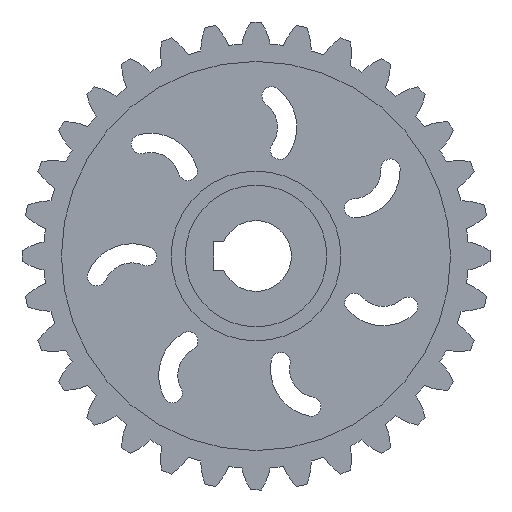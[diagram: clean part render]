
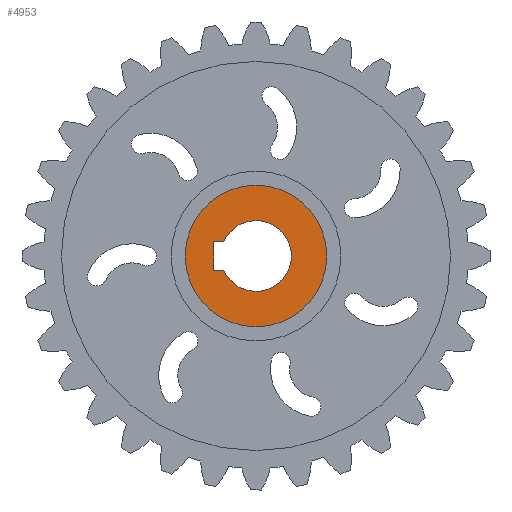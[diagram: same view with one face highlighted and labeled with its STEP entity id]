
A CAD part, left-side view. The second image highlights one B-rep face of the part: STEP entity #4953.
In plain terms, the highlighted planar face has unit normal (-1, 0, 0).
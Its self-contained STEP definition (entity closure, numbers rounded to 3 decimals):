
#197 = CARTESIAN_POINT ( 'NONE',  ( -18., 0., 10. ) ) ;
#215 = ORIENTED_EDGE ( 'NONE', *, *, #2236, .F. ) ;
#260 = CARTESIAN_POINT ( 'NONE',  ( -18., 12., -4. ) ) ;
#574 = CARTESIAN_POINT ( 'NONE',  ( -18., 0., 0. ) ) ;
#700 = DIRECTION ( 'NONE',  ( 0., 0., 1. ) ) ;
#881 = CARTESIAN_POINT ( 'NONE',  ( -18., 0., 0. ) ) ;
#939 = VERTEX_POINT ( 'NONE', #4403 ) ;
#967 = VECTOR ( 'NONE', #700, 1000. ) ;
#984 = CIRCLE ( 'NONE', #2530, 20. ) ;
#1026 = DIRECTION ( 'NONE',  ( 0., 0., -1. ) ) ;
#1113 = EDGE_CURVE ( 'NONE', #5074, #2036, #5258, .T. ) ;
#1116 = ORIENTED_EDGE ( 'NONE', *, *, #3889, .T. ) ;
#1128 = EDGE_LOOP ( 'NONE', ( #215, #3087 ) ) ;
#1248 = CARTESIAN_POINT ( 'NONE',  ( -18., 0., -20. ) ) ;
#1376 = VERTEX_POINT ( 'NONE', #5561 ) ;
#1658 = EDGE_CURVE ( 'NONE', #1376, #5074, #4815, .T. ) ;
#1742 = LINE ( 'NONE', #5634, #967 ) ;
#1876 = ORIENTED_EDGE ( 'NONE', *, *, #3128, .T. ) ;
#2014 = CARTESIAN_POINT ( 'NONE',  ( -18., 0., 20. ) ) ;
#2036 = VERTEX_POINT ( 'NONE', #197 ) ;
#2188 = VECTOR ( 'NONE', #6150, 1000. ) ;
#2236 = EDGE_CURVE ( 'NONE', #3597, #2795, #2312, .T. ) ;
#2301 = AXIS2_PLACEMENT_3D ( 'NONE', #881, #4406, #2602 ) ;
#2312 = CIRCLE ( 'NONE', #4057, 20. ) ;
#2421 = FACE_BOUND ( 'NONE', #4770, .T. ) ;
#2464 = EDGE_CURVE ( 'NONE', #4413, #1376, #1742, .T. ) ;
#2517 = CARTESIAN_POINT ( 'NONE',  ( -18., 0., 0. ) ) ;
#2530 = AXIS2_PLACEMENT_3D ( 'NONE', #3255, #5711, #5232 ) ;
#2559 = AXIS2_PLACEMENT_3D ( 'NONE', #574, #3615, #1026 ) ;
#2564 = CARTESIAN_POINT ( 'NONE',  ( -18., 0., 0. ) ) ;
#2602 = DIRECTION ( 'NONE',  ( 0., 0., -1. ) ) ;
#2678 = ORIENTED_EDGE ( 'NONE', *, *, #1658, .T. ) ;
#2795 = VERTEX_POINT ( 'NONE', #1248 ) ;
#2900 = PLANE ( 'NONE',  #6334 ) ;
#2999 = DIRECTION ( 'NONE',  ( 1., 0., 0. ) ) ;
#3029 = CARTESIAN_POINT ( 'NONE',  ( -18., 9.165, 4. ) ) ;
#3086 = DIRECTION ( 'NONE',  ( 0., 0., -1. ) ) ;
#3087 = ORIENTED_EDGE ( 'NONE', *, *, #3224, .F. ) ;
#3103 = CARTESIAN_POINT ( 'NONE',  ( -18., 9.165, -4. ) ) ;
#3128 = EDGE_CURVE ( 'NONE', #939, #4590, #5535, .T. ) ;
#3224 = EDGE_CURVE ( 'NONE', #2795, #3597, #984, .T. ) ;
#3255 = CARTESIAN_POINT ( 'NONE',  ( -18., 0., 0. ) ) ;
#3494 = VECTOR ( 'NONE', #6295, 1000. ) ;
#3597 = VERTEX_POINT ( 'NONE', #2014 ) ;
#3615 = DIRECTION ( 'NONE',  ( 1., 0., 0. ) ) ;
#3657 = LINE ( 'NONE', #260, #2188 ) ;
#3848 = CARTESIAN_POINT ( 'NONE',  ( -18., 0., 0. ) ) ;
#3889 = EDGE_CURVE ( 'NONE', #2036, #939, #5092, .T. ) ;
#4057 = AXIS2_PLACEMENT_3D ( 'NONE', #2517, #2999, #5015 ) ;
#4185 = CARTESIAN_POINT ( 'NONE',  ( -18., 12., -4. ) ) ;
#4363 = DIRECTION ( 'NONE',  ( 1., 0., 0. ) ) ;
#4389 = CARTESIAN_POINT ( 'NONE',  ( -18., 12., 4. ) ) ;
#4403 = CARTESIAN_POINT ( 'NONE',  ( -18., 0., -10. ) ) ;
#4406 = DIRECTION ( 'NONE',  ( 1., 0., 0. ) ) ;
#4413 = VERTEX_POINT ( 'NONE', #4185 ) ;
#4590 = VERTEX_POINT ( 'NONE', #3103 ) ;
#4666 = ORIENTED_EDGE ( 'NONE', *, *, #1113, .T. ) ;
#4768 = EDGE_CURVE ( 'NONE', #4590, #4413, #3657, .T. ) ;
#4770 = EDGE_LOOP ( 'NONE', ( #4666, #1116, #1876, #4903, #5396, #2678 ) ) ;
#4815 = LINE ( 'NONE', #4389, #3494 ) ;
#4903 = ORIENTED_EDGE ( 'NONE', *, *, #4768, .T. ) ;
#4923 = FACE_OUTER_BOUND ( 'NONE', #1128, .T. ) ;
#4953 = ADVANCED_FACE ( 'NONE', ( #2421, #4923 ), #2900, .F. ) ;
#5015 = DIRECTION ( 'NONE',  ( 0., 0., -1. ) ) ;
#5032 = DIRECTION ( 'NONE',  ( 1., 0., 0. ) ) ;
#5074 = VERTEX_POINT ( 'NONE', #3029 ) ;
#5092 = CIRCLE ( 'NONE', #2301, 10. ) ;
#5232 = DIRECTION ( 'NONE',  ( 0., 0., -1. ) ) ;
#5258 = CIRCLE ( 'NONE', #2559, 10. ) ;
#5351 = DIRECTION ( 'NONE',  ( 0., 0., -1. ) ) ;
#5396 = ORIENTED_EDGE ( 'NONE', *, *, #2464, .T. ) ;
#5535 = CIRCLE ( 'NONE', #6038, 10. ) ;
#5561 = CARTESIAN_POINT ( 'NONE',  ( -18., 12., 4. ) ) ;
#5634 = CARTESIAN_POINT ( 'NONE',  ( -18., 12., 4. ) ) ;
#5711 = DIRECTION ( 'NONE',  ( 1., 0., 0. ) ) ;
#6038 = AXIS2_PLACEMENT_3D ( 'NONE', #2564, #5032, #3086 ) ;
#6150 = DIRECTION ( 'NONE',  ( 0., 1., 0. ) ) ;
#6295 = DIRECTION ( 'NONE',  ( 0., -1., 0. ) ) ;
#6334 = AXIS2_PLACEMENT_3D ( 'NONE', #3848, #4363, #5351 ) ;
